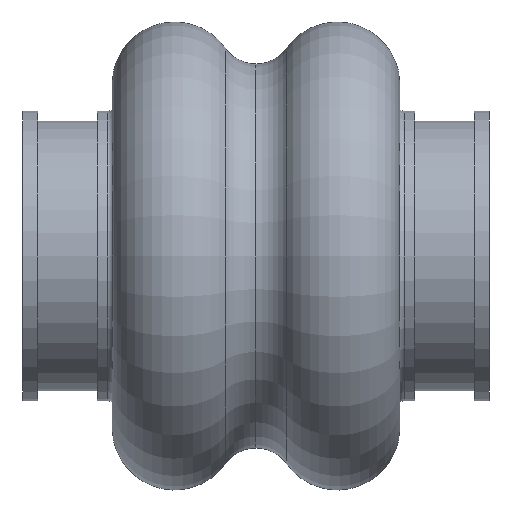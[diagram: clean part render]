
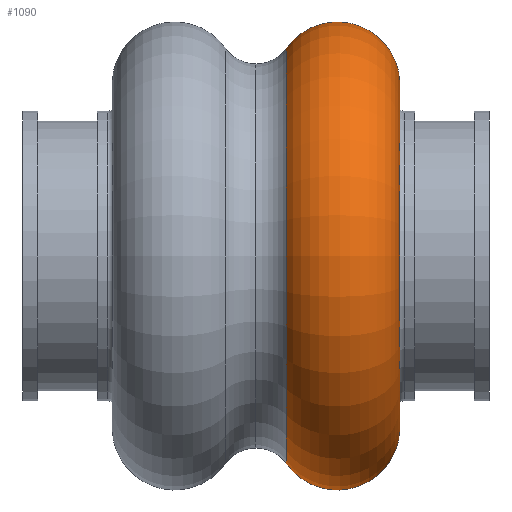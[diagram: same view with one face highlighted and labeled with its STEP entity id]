
A CAD part, front view. The second image highlights one B-rep face of the part: STEP entity #1090.
In plain terms, the highlighted toroidal (fillet/blend) face has major radius 8.731 mm and minor radius 3.175 mm.
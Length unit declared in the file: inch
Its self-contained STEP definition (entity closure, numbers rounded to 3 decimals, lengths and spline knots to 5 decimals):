
#105 = CIRCLE ( 'NONE', #2598, 0.125 ) ;
#107 = CARTESIAN_POINT ( 'NONE',  ( 0.28309, 0., 0. ) ) ;
#111 = DIRECTION ( 'NONE',  ( 1., 0., 0. ) ) ;
#112 = DIRECTION ( 'NONE',  ( 0., 0., -1. ) ) ;
#265 = ORIENTED_EDGE ( 'NONE', *, *, #2372, .T. ) ;
#429 = EDGE_CURVE ( 'NONE', #880, #2321, #1520, .T. ) ;
#536 = CARTESIAN_POINT ( 'NONE',  ( 0.28309, 0., -0.30915 ) ) ;
#612 = AXIS2_PLACEMENT_3D ( 'NONE', #701, #1100, #1127 ) ;
#701 = CARTESIAN_POINT ( 'NONE',  ( 0.16297, 0., 0. ) ) ;
#702 = EDGE_LOOP ( 'NONE', ( #2266, #1886, #265, #705 ) ) ;
#705 = ORIENTED_EDGE ( 'NONE', *, *, #1296, .F. ) ;
#743 = FACE_OUTER_BOUND ( 'NONE', #702, .T. ) ;
#782 = EDGE_CURVE ( 'NONE', #880, #1730, #105, .T. ) ;
#880 = VERTEX_POINT ( 'NONE', #997 ) ;
#931 = TOROIDAL_SURFACE ( 'NONE', #612, 0.34375, 0.125 ) ;
#997 = CARTESIAN_POINT ( 'NONE',  ( 0.06109, 0., 0.41617 ) ) ;
#1057 = AXIS2_PLACEMENT_3D ( 'NONE', #1219, #1205, #1438 ) ;
#1090 = ADVANCED_FACE ( 'NONE', ( #743 ), #931, .T. ) ;
#1100 = DIRECTION ( 'NONE',  ( 1., 0., 0. ) ) ;
#1127 = DIRECTION ( 'NONE',  ( 0., 0., -1. ) ) ;
#1137 = CARTESIAN_POINT ( 'NONE',  ( 0.06109, 0., 0. ) ) ;
#1205 = DIRECTION ( 'NONE',  ( 0., -1., 0. ) ) ;
#1219 = CARTESIAN_POINT ( 'NONE',  ( 0.16297, 0., -0.34375 ) ) ;
#1296 = EDGE_CURVE ( 'NONE', #1730, #2074, #1536, .T. ) ;
#1341 = AXIS2_PLACEMENT_3D ( 'NONE', #1137, #2392, #2232 ) ;
#1438 = DIRECTION ( 'NONE',  ( 0., 0., -1. ) ) ;
#1520 = CIRCLE ( 'NONE', #1341, 0.41617 ) ;
#1536 = CIRCLE ( 'NONE', #1959, 0.30915 ) ;
#1662 = CIRCLE ( 'NONE', #1057, 0.125 ) ;
#1730 = VERTEX_POINT ( 'NONE', #2222 ) ;
#1886 = ORIENTED_EDGE ( 'NONE', *, *, #429, .T. ) ;
#1959 = AXIS2_PLACEMENT_3D ( 'NONE', #107, #111, #112 ) ;
#2074 = VERTEX_POINT ( 'NONE', #536 ) ;
#2170 = DIRECTION ( 'NONE',  ( 0., 0., 1. ) ) ;
#2183 = DIRECTION ( 'NONE',  ( 0., 1., 0. ) ) ;
#2222 = CARTESIAN_POINT ( 'NONE',  ( 0.28309, 0., 0.30915 ) ) ;
#2232 = DIRECTION ( 'NONE',  ( 0., 0., -1. ) ) ;
#2265 = CARTESIAN_POINT ( 'NONE',  ( 0.16297, 0., 0.34375 ) ) ;
#2266 = ORIENTED_EDGE ( 'NONE', *, *, #782, .F. ) ;
#2321 = VERTEX_POINT ( 'NONE', #2371 ) ;
#2371 = CARTESIAN_POINT ( 'NONE',  ( 0.06109, 0., -0.41617 ) ) ;
#2372 = EDGE_CURVE ( 'NONE', #2321, #2074, #1662, .T. ) ;
#2392 = DIRECTION ( 'NONE',  ( 1., 0., 0. ) ) ;
#2598 = AXIS2_PLACEMENT_3D ( 'NONE', #2265, #2183, #2170 ) ;
